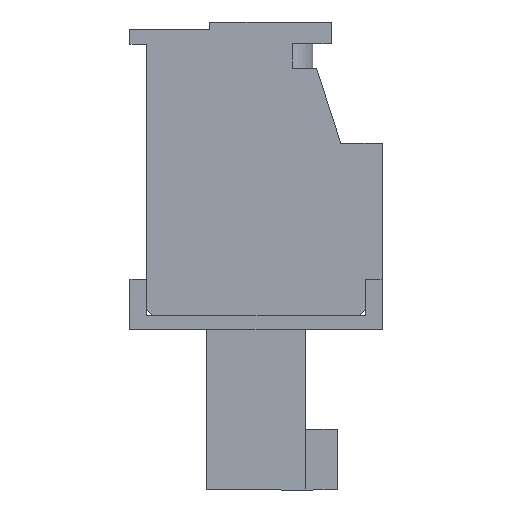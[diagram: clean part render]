
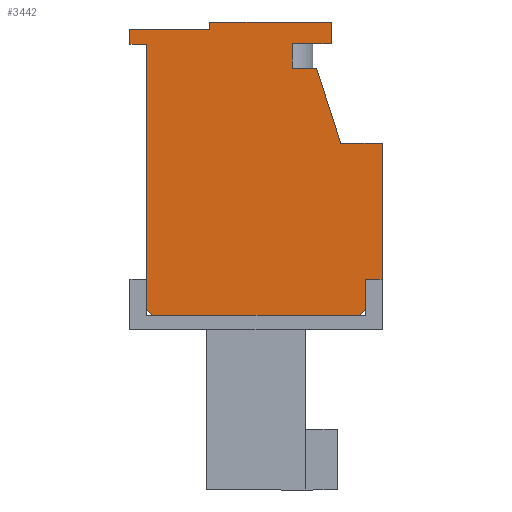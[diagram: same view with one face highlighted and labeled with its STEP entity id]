
A CAD part, left-side view. The second image highlights one B-rep face of the part: STEP entity #3442.
In plain terms, the highlighted planar face has unit normal (-1, 0, 0).
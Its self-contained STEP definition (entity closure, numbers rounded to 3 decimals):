
#3442 = ADVANCED_FACE( '', ( #7178 ), #7179, .T. );
#7178 = FACE_OUTER_BOUND( '', #11270, .T. );
#7179 = PLANE( '', #11271 );
#11270 = EDGE_LOOP( '', ( #20848, #20849, #20850, #20851, #20852, #20853, #20854, #20855, #20856, #20857, #20858, #20859, #20860, #20861, #20862, #20863, #20864, #20865 ) );
#11271 = AXIS2_PLACEMENT_3D( '', #20866, #20867, #20868 );
#20848 = ORIENTED_EDGE( '', *, *, #28772, .T. );
#20849 = ORIENTED_EDGE( '', *, *, #27220, .T. );
#20850 = ORIENTED_EDGE( '', *, *, #26766, .F. );
#20851 = ORIENTED_EDGE( '', *, *, #27000, .T. );
#20852 = ORIENTED_EDGE( '', *, *, #24913, .T. );
#20853 = ORIENTED_EDGE( '', *, *, #25864, .T. );
#20854 = ORIENTED_EDGE( '', *, *, #28142, .T. );
#20855 = ORIENTED_EDGE( '', *, *, #25857, .T. );
#20856 = ORIENTED_EDGE( '', *, *, #28890, .T. );
#20857 = ORIENTED_EDGE( '', *, *, #28891, .T. );
#20858 = ORIENTED_EDGE( '', *, *, #28892, .T. );
#20859 = ORIENTED_EDGE( '', *, *, #27045, .T. );
#20860 = ORIENTED_EDGE( '', *, *, #27905, .T. );
#20861 = ORIENTED_EDGE( '', *, *, #26868, .T. );
#20862 = ORIENTED_EDGE( '', *, *, #27698, .T. );
#20863 = ORIENTED_EDGE( '', *, *, #28893, .T. );
#20864 = ORIENTED_EDGE( '', *, *, #26110, .T. );
#20865 = ORIENTED_EDGE( '', *, *, #28419, .T. );
#20866 = CARTESIAN_POINT( '', ( -21., 0., 0. ) );
#20867 = DIRECTION( '', ( -1., 0., 0. ) );
#20868 = DIRECTION( '', ( 0., 0., 1. ) );
#24913 = EDGE_CURVE( '', #29756, #29757, #29758, .T. );
#25857 = EDGE_CURVE( '', #31433, #31434, #31435, .T. );
#25864 = EDGE_CURVE( '', #29757, #31444, #31446, .T. );
#26110 = EDGE_CURVE( '', #31884, #31885, #31886, .T. );
#26766 = EDGE_CURVE( '', #32939, #32940, #32941, .T. );
#26868 = EDGE_CURVE( '', #33102, #33103, #33104, .T. );
#27000 = EDGE_CURVE( '', #32939, #29756, #33306, .T. );
#27045 = EDGE_CURVE( '', #33337, #33375, #33377, .T. );
#27220 = EDGE_CURVE( '', #33644, #32940, #33645, .T. );
#27698 = EDGE_CURVE( '', #33103, #34336, #34337, .T. );
#27905 = EDGE_CURVE( '', #33375, #33102, #34627, .T. );
#28142 = EDGE_CURVE( '', #31444, #31433, #34952, .T. );
#28419 = EDGE_CURVE( '', #31885, #35320, #35321, .T. );
#28772 = EDGE_CURVE( '', #35320, #33644, #35766, .T. );
#28890 = EDGE_CURVE( '', #31434, #35914, #35915, .T. );
#28891 = EDGE_CURVE( '', #35914, #35916, #35917, .T. );
#28892 = EDGE_CURVE( '', #35916, #33337, #35918, .T. );
#28893 = EDGE_CURVE( '', #34336, #31884, #35919, .T. );
#29756 = VERTEX_POINT( '', #36884 );
#29757 = VERTEX_POINT( '', #36885 );
#29758 = LINE( '', #36886, #36887 );
#31433 = VERTEX_POINT( '', #39310 );
#31434 = VERTEX_POINT( '', #39311 );
#31435 = LINE( '', #39312, #39313 );
#31444 = VERTEX_POINT( '', #39326 );
#31446 = LINE( '', #39329, #39330 );
#31884 = VERTEX_POINT( '', #39975 );
#31885 = VERTEX_POINT( '', #39976 );
#31886 = LINE( '', #39977, #39978 );
#32939 = VERTEX_POINT( '', #41528 );
#32940 = VERTEX_POINT( '', #41529 );
#32941 = LINE( '', #41530, #41531 );
#33102 = VERTEX_POINT( '', #41775 );
#33103 = VERTEX_POINT( '', #41776 );
#33104 = LINE( '', #41777, #41778 );
#33306 = LINE( '', #42083, #42084 );
#33337 = VERTEX_POINT( '', #42133 );
#33375 = VERTEX_POINT( '', #42181 );
#33377 = LINE( '', #42184, #42185 );
#33644 = VERTEX_POINT( '', #42575 );
#33645 = LINE( '', #42576, #42577 );
#34336 = VERTEX_POINT( '', #43623 );
#34337 = LINE( '', #43624, #43625 );
#34627 = LINE( '', #44061, #44062 );
#34952 = LINE( '', #44552, #44553 );
#35320 = VERTEX_POINT( '', #45139 );
#35321 = LINE( '', #45140, #45141 );
#35766 = LINE( '', #45803, #45804 );
#35914 = VERTEX_POINT( '', #46023 );
#35915 = LINE( '', #46024, #46025 );
#35916 = VERTEX_POINT( '', #46026 );
#35917 = LINE( '', #46027, #46028 );
#35918 = LINE( '', #46029, #46030 );
#35919 = LINE( '', #46031, #46032 );
#36884 = CARTESIAN_POINT( '', ( -21., -4.5, -5.09 ) );
#36885 = CARTESIAN_POINT( '', ( -21., -4.5, -3.84 ) );
#36886 = CARTESIAN_POINT( '', ( -21., -4.5, -5.84 ) );
#36887 = VECTOR( '', #47364, 1000. );
#39310 = CARTESIAN_POINT( '', ( -21., -5.2, 1.76 ) );
#39311 = CARTESIAN_POINT( '', ( -21., -3.5, 1.76 ) );
#39312 = CARTESIAN_POINT( '', ( -21., -5.2, 1.76 ) );
#39313 = VECTOR( '', #48264, 1000. );
#39326 = CARTESIAN_POINT( '', ( -21., -5.2, -3.84 ) );
#39329 = CARTESIAN_POINT( '', ( -21., -4.5, -3.84 ) );
#39330 = VECTOR( '', #48270, 1000. );
#39975 = CARTESIAN_POINT( '', ( -21., 5.2, 6.46 ) );
#39976 = CARTESIAN_POINT( '', ( -21., 5.2, 5.84 ) );
#39977 = CARTESIAN_POINT( '', ( -21., 5.2, 6.46 ) );
#39978 = VECTOR( '', #48522, 1000. );
#41528 = CARTESIAN_POINT( '', ( -21., -4.25, -5.34 ) );
#41529 = CARTESIAN_POINT( '', ( -21., 4.25, -5.34 ) );
#41530 = CARTESIAN_POINT( '', ( -21., 0., -5.34 ) );
#41531 = VECTOR( '', #49092, 1000. );
#41775 = CARTESIAN_POINT( '', ( -21., -3.1, 6.76 ) );
#41776 = CARTESIAN_POINT( '', ( -21., 1.9, 6.76 ) );
#41777 = CARTESIAN_POINT( '', ( -21., -3.1, 6.76 ) );
#41778 = VECTOR( '', #49185, 1000. );
#42083 = CARTESIAN_POINT( '', ( -21., -4.795, -4.795 ) );
#42084 = VECTOR( '', #49311, 1000. );
#42133 = CARTESIAN_POINT( '', ( -21., -1.5, 5.86 ) );
#42181 = CARTESIAN_POINT( '', ( -21., -3.1, 5.86 ) );
#42184 = CARTESIAN_POINT( '', ( -21., -1.5, 5.86 ) );
#42185 = VECTOR( '', #49374, 1000. );
#42575 = CARTESIAN_POINT( '', ( -21., 4.5, -5.09 ) );
#42576 = CARTESIAN_POINT( '', ( -21., 4.795, -4.795 ) );
#42577 = VECTOR( '', #49543, 1000. );
#43623 = CARTESIAN_POINT( '', ( -21., 1.9, 6.46 ) );
#43624 = CARTESIAN_POINT( '', ( -21., 1.9, 6.76 ) );
#43625 = VECTOR( '', #49961, 1000. );
#44061 = CARTESIAN_POINT( '', ( -21., -3.1, 5.86 ) );
#44062 = VECTOR( '', #50154, 1000. );
#44552 = CARTESIAN_POINT( '', ( -21., -5.2, -3.84 ) );
#44553 = VECTOR( '', #50349, 1000. );
#45139 = CARTESIAN_POINT( '', ( -21., 4.5, 5.84 ) );
#45140 = CARTESIAN_POINT( '', ( -21., 5.2, 5.84 ) );
#45141 = VECTOR( '', #50580, 1000. );
#45803 = CARTESIAN_POINT( '', ( -21., 4.5, 5.84 ) );
#45804 = VECTOR( '', #50852, 1000. );
#46023 = CARTESIAN_POINT( '', ( -21., -2.5, 4.86 ) );
#46024 = CARTESIAN_POINT( '', ( -21., -3.5, 1.76 ) );
#46025 = VECTOR( '', #50939, 1000. );
#46026 = CARTESIAN_POINT( '', ( -21., -1.5, 4.86 ) );
#46027 = CARTESIAN_POINT( '', ( -21., -1.5, 4.86 ) );
#46028 = VECTOR( '', #50940, 1000. );
#46029 = CARTESIAN_POINT( '', ( -21., -1.5, 4.86 ) );
#46030 = VECTOR( '', #50941, 1000. );
#46031 = CARTESIAN_POINT( '', ( -21., 1.9, 6.46 ) );
#46032 = VECTOR( '', #50942, 1000. );
#47364 = DIRECTION( '', ( 0., 0., 1. ) );
#48264 = DIRECTION( '', ( 0., 1., 0. ) );
#48270 = DIRECTION( '', ( 0., -1., 0. ) );
#48522 = DIRECTION( '', ( 0., 0., -1. ) );
#49092 = DIRECTION( '', ( 0., 1., 0. ) );
#49185 = DIRECTION( '', ( 0., 1., 0. ) );
#49311 = DIRECTION( '', ( 0., -0.707, 0.707 ) );
#49374 = DIRECTION( '', ( 0., -1., 0. ) );
#49543 = DIRECTION( '', ( 0., -0.707, -0.707 ) );
#49961 = DIRECTION( '', ( 0., 0., -1. ) );
#50154 = DIRECTION( '', ( 0., 0., 1. ) );
#50349 = DIRECTION( '', ( 0., 0., 1. ) );
#50580 = DIRECTION( '', ( 0., -1., 0. ) );
#50852 = DIRECTION( '', ( 0., 0., -1. ) );
#50939 = DIRECTION( '', ( 0., 0.307, 0.952 ) );
#50940 = DIRECTION( '', ( 0., 1., 0. ) );
#50941 = DIRECTION( '', ( 0., 0., 1. ) );
#50942 = DIRECTION( '', ( 0., 1., 0. ) );
